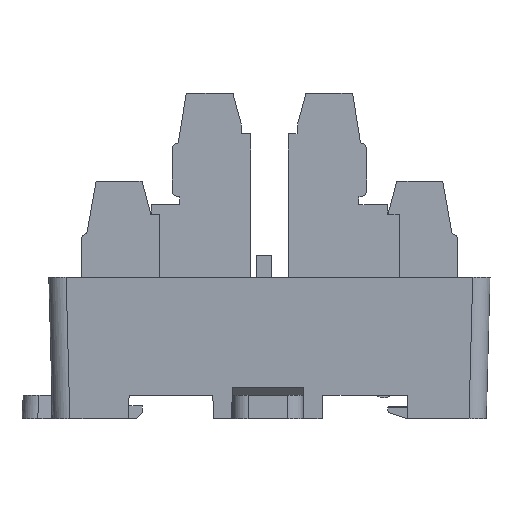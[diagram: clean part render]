
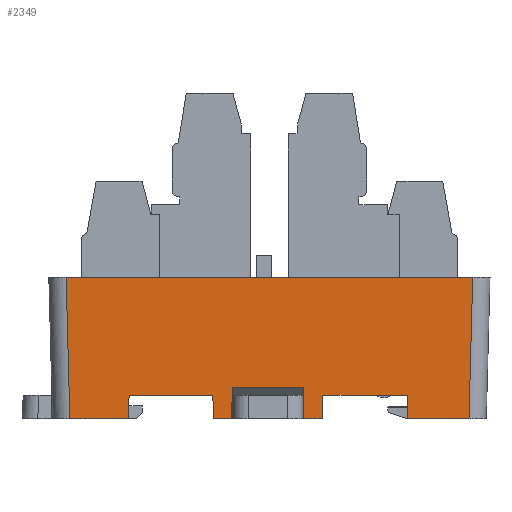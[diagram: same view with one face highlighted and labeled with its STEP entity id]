
A CAD part, left-side view. The second image highlights one B-rep face of the part: STEP entity #2349.
In plain terms, the highlighted planar face has unit normal (-1, 0, -0.026).
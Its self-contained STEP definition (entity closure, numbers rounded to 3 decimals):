
#1452=FACE_OUTER_BOUND('',#4658,.T.);
#2349=ADVANCED_FACE('',(#1452),#3281,.T.);
#3281=PLANE('',#18511);
#4658=EDGE_LOOP('',(#5926,#5927,#5928,#5929,#5930,#5931,#5932,#5933,#5934,
#5935,#5936,#5937,#5938,#5939,#5940,#5941));
#5926=ORIENTED_EDGE('',*,*,#12398,.T.);
#5927=ORIENTED_EDGE('',*,*,#12370,.T.);
#5928=ORIENTED_EDGE('',*,*,#12399,.T.);
#5929=ORIENTED_EDGE('',*,*,#12400,.T.);
#5930=ORIENTED_EDGE('',*,*,#12401,.T.);
#5931=ORIENTED_EDGE('',*,*,#12402,.F.);
#5932=ORIENTED_EDGE('',*,*,#12403,.T.);
#5933=ORIENTED_EDGE('',*,*,#12404,.T.);
#5934=ORIENTED_EDGE('',*,*,#12405,.F.);
#5935=ORIENTED_EDGE('',*,*,#12394,.T.);
#5936=ORIENTED_EDGE('',*,*,#12406,.F.);
#5937=ORIENTED_EDGE('',*,*,#12407,.T.);
#5938=ORIENTED_EDGE('',*,*,#12408,.F.);
#5939=ORIENTED_EDGE('',*,*,#12409,.T.);
#5940=ORIENTED_EDGE('',*,*,#12410,.F.);
#5941=ORIENTED_EDGE('',*,*,#12411,.T.);
#10740=VERTEX_POINT('',#24543);
#10741=VERTEX_POINT('',#24544);
#10764=VERTEX_POINT('',#24592);
#10765=VERTEX_POINT('',#24593);
#10768=VERTEX_POINT('',#24601);
#10769=VERTEX_POINT('',#24603);
#10770=VERTEX_POINT('',#24605);
#10771=VERTEX_POINT('',#24607);
#10772=VERTEX_POINT('',#24609);
#10773=VERTEX_POINT('',#24611);
#10774=VERTEX_POINT('',#24613);
#10775=VERTEX_POINT('',#24616);
#10776=VERTEX_POINT('',#24618);
#10777=VERTEX_POINT('',#24620);
#10778=VERTEX_POINT('',#24622);
#10779=VERTEX_POINT('',#24624);
#12370=EDGE_CURVE('',#10740,#10741,#14769,.T.);
#12394=EDGE_CURVE('',#10764,#10765,#14793,.T.);
#12398=EDGE_CURVE('',#10768,#10740,#14797,.T.);
#12399=EDGE_CURVE('',#10741,#10769,#14798,.T.);
#12400=EDGE_CURVE('',#10769,#10770,#14799,.T.);
#12401=EDGE_CURVE('',#10770,#10771,#14800,.T.);
#12402=EDGE_CURVE('',#10772,#10771,#14801,.T.);
#12403=EDGE_CURVE('',#10772,#10773,#14802,.T.);
#12404=EDGE_CURVE('',#10773,#10774,#14803,.T.);
#12405=EDGE_CURVE('',#10764,#10774,#14804,.T.);
#12406=EDGE_CURVE('',#10775,#10765,#14805,.T.);
#12407=EDGE_CURVE('',#10775,#10776,#14806,.T.);
#12408=EDGE_CURVE('',#10777,#10776,#14807,.T.);
#12409=EDGE_CURVE('',#10777,#10778,#14808,.T.);
#12410=EDGE_CURVE('',#10779,#10778,#14809,.T.);
#12411=EDGE_CURVE('',#10779,#10768,#14810,.T.);
#14769=LINE('',#24542,#16706);
#14793=LINE('',#24591,#16730);
#14797=LINE('',#24600,#16734);
#14798=LINE('',#24602,#16735);
#14799=LINE('',#24604,#16736);
#14800=LINE('',#24606,#16737);
#14801=LINE('',#24608,#16738);
#14802=LINE('',#24610,#16739);
#14803=LINE('',#24612,#16740);
#14804=LINE('',#24614,#16741);
#14805=LINE('',#24615,#16742);
#14806=LINE('',#24617,#16743);
#14807=LINE('',#24619,#16744);
#14808=LINE('',#24621,#16745);
#14809=LINE('',#24623,#16746);
#14810=LINE('',#24625,#16747);
#16706=VECTOR('',#19890,1.);
#16730=VECTOR('',#19916,1.);
#16734=VECTOR('',#19922,1.);
#16735=VECTOR('',#19923,1.);
#16736=VECTOR('',#19924,1.);
#16737=VECTOR('',#19925,1.);
#16738=VECTOR('',#19926,1.);
#16739=VECTOR('',#19927,1.);
#16740=VECTOR('',#19928,1.);
#16741=VECTOR('',#19929,1.);
#16742=VECTOR('',#19930,1.);
#16743=VECTOR('',#19931,1.);
#16744=VECTOR('',#19932,1.);
#16745=VECTOR('',#19933,1.);
#16746=VECTOR('',#19934,1.);
#16747=VECTOR('',#19935,1.);
#18511=AXIS2_PLACEMENT_3D('',#24626,#19936,#19937);
#19890=DIRECTION('',(0.,-1.,0.));
#19916=DIRECTION('',(0.,-1.,0.));
#19922=DIRECTION('',(-0.026,-0.035,0.999));
#19923=DIRECTION('',(0.026,-0.017,-1.));
#19924=DIRECTION('',(0.,-1.,0.));
#19925=DIRECTION('',(-0.026,-0.026,0.999));
#19926=DIRECTION('',(0.,-1.,0.));
#19927=DIRECTION('',(0.026,-0.026,-0.999));
#19928=DIRECTION('',(0.,-1.,0.));
#19929=DIRECTION('',(0.026,0.017,-1.));
#19930=DIRECTION('',(-0.026,0.035,0.999));
#19931=DIRECTION('',(0.,-1.,0.));
#19932=DIRECTION('',(0.026,0.009,-1.));
#19933=DIRECTION('',(0.,-1.,0.));
#19934=DIRECTION('',(-0.026,0.009,1.));
#19935=DIRECTION('',(0.,-1.,0.));
#19936=DIRECTION('',(-1.,0.,-0.026));
#19937=DIRECTION('',(-0.026,0.,1.));
#24542=CARTESIAN_POINT('',(52.943,70.046,-13.25));
#24543=CARTESIAN_POINT('',(52.943,63.046,-13.25));
#24544=CARTESIAN_POINT('',(52.943,52.296,-13.25));
#24591=CARTESIAN_POINT('',(52.943,70.046,-13.25));
#24592=CARTESIAN_POINT('',(52.943,87.696,-13.25));
#24593=CARTESIAN_POINT('',(52.943,77.046,-13.25));
#24600=CARTESIAN_POINT('',(52.556,62.531,1.503));
#24601=CARTESIAN_POINT('',(53.021,63.151,-16.25));
#24602=CARTESIAN_POINT('',(52.542,52.563,2.044));
#24603=CARTESIAN_POINT('',(53.021,52.243,-16.25));
#24604=CARTESIAN_POINT('',(53.021,69.546,-16.25));
#24605=CARTESIAN_POINT('',(53.021,44.466,-16.25));
#24606=CARTESIAN_POINT('',(52.567,44.012,1.09));
#24607=CARTESIAN_POINT('',(52.55,43.995,1.75));
#24608=CARTESIAN_POINT('',(52.55,69.546,1.75));
#24609=CARTESIAN_POINT('',(52.55,95.697,1.75));
#24610=CARTESIAN_POINT('',(52.567,95.679,1.09));
#24611=CARTESIAN_POINT('',(53.021,95.225,-16.25));
#24612=CARTESIAN_POINT('',(53.021,70.046,-16.25));
#24613=CARTESIAN_POINT('',(53.021,87.748,-16.25));
#24614=CARTESIAN_POINT('',(52.974,87.717,-14.454));
#24615=CARTESIAN_POINT('',(52.974,77.004,-14.452));
#24616=CARTESIAN_POINT('',(53.021,76.941,-16.25));
#24617=CARTESIAN_POINT('',(53.021,70.046,-16.25));
#24618=CARTESIAN_POINT('',(53.021,74.622,-16.25));
#24619=CARTESIAN_POINT('',(52.549,74.465,1.79));
#24620=CARTESIAN_POINT('',(52.917,74.587,-12.25));
#24621=CARTESIAN_POINT('',(52.917,69.546,-12.25));
#24622=CARTESIAN_POINT('',(52.917,65.505,-12.25));
#24623=CARTESIAN_POINT('',(52.549,65.627,1.782));
#24624=CARTESIAN_POINT('',(53.021,65.47,-16.25));
#24625=CARTESIAN_POINT('',(53.021,70.046,-16.25));
#24626=CARTESIAN_POINT('',(52.55,69.546,1.747));
